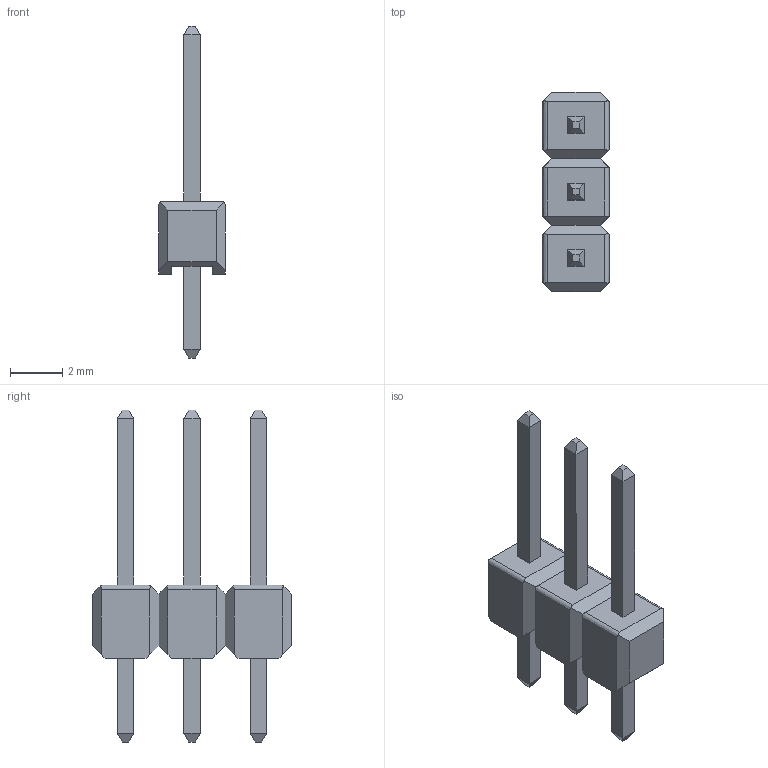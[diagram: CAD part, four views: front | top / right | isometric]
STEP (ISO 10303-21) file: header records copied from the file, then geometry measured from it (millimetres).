
FILE_DESCRIPTION(('FreeCAD Model'),'2;1');
FILE_NAME( 'Pin_Header_Straight_1x03.STEP', '2016-03-20T01:57:11',('Author'),(''), 'Open CASCADE STEP processor 6.8','FreeCAD','Unknown');
FILE_SCHEMA(('AUTOMOTIVE_DESIGN_CC2 { 1 2 10303 214 -1 1 5 4 }'));
Length unit declared in the file: millimetre
Products named in the file (7): Document; Document001; Document002; Document003; Document004; Document005; Document006
Bounding box: 2.54 x 7.62 x 12.7 mm (x, y, z)
Volume: 14.7 mm3; surface area: 206.8 mm2
Topology: 3 solids, 6 shells, 110 faces, 289 edges, 189 vertices
Faces by surface type: bspline 110
Entity records: 7936 total; most frequent: CARTESIAN_POINT 4037, B_SPLINE_CURVE_WITH_KNOTS 837, ORIENTED_EDGE 548, PCURVE 548, DEFINITIONAL_REPRESENTATION 548, EDGE_CURVE 282, SURFACE_CURVE 282, VERTEX_POINT 180
